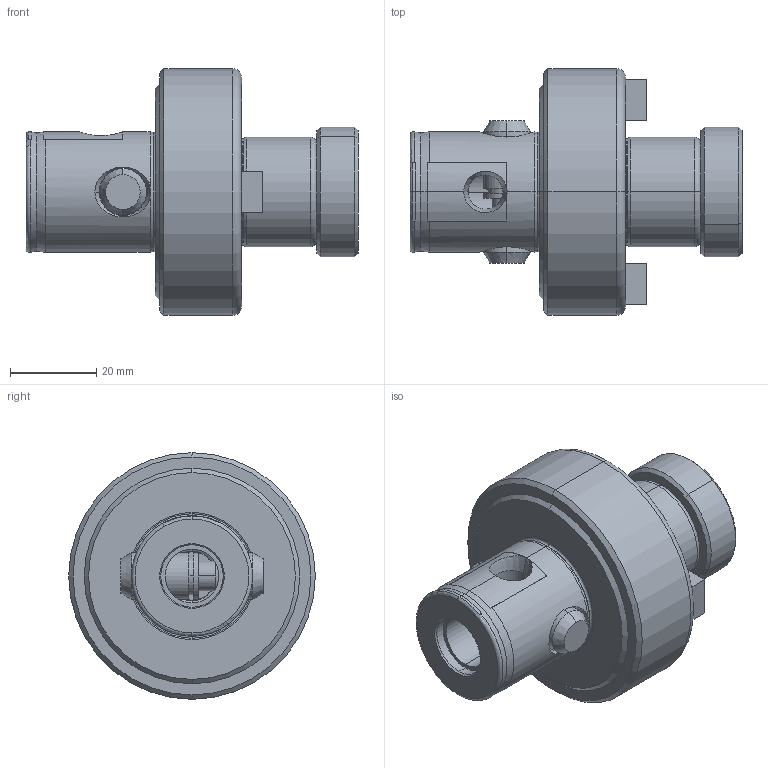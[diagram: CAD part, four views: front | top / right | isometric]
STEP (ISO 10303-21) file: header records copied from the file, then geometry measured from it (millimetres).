
FILE_DESCRIPTION (( 'STEP AP214' ), '1' );
FILE_NAME ('11.335.456.step', '2016-08-05T16:13:41', ( '' ), ( '' ), 'SwSTEP 2.0', 'SolidWorks 2016', '' );
FILE_SCHEMA (( 'AUTOMOTIVE_DESIGN' ));
Length unit declared in the file: millimetre
Products named in the file (5): 11.690.711; 11.335.456; 10.691.50X_10.691.505; 11.691.622
Assembly tree (5 placements, depth 2):
  11.335.456
    11.335.456
    11.690.711
    11.691.622  x2
    10.691.50X_10.691.505
Bounding box: 77.03 x 57.2 x 57.2 mm (x, y, z)
Volume: 79810.1 mm3; surface area: 21881.5 mm2
Topology: 5 solids, 5 shells, 261 faces, 629 edges, 380 vertices
Faces by surface type: cone 108, cylinder 80, plane 53, torus 20
Entity records: 7830 total; most frequent: CARTESIAN_POINT 1779, DIRECTION 1359, ORIENTED_EDGE 1162, EDGE_CURVE 581, AXIS2_PLACEMENT_3D 565, VERTEX_POINT 354, CIRCLE 314, EDGE_LOOP 259
